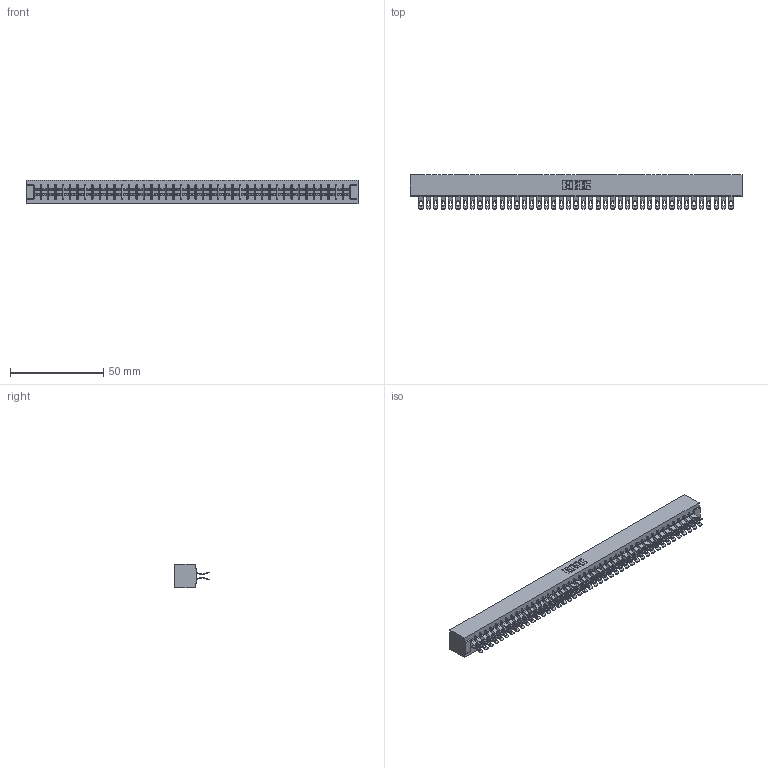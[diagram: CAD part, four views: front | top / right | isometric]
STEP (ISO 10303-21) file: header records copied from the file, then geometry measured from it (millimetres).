
FILE_DESCRIPTION (( 'STEP AP203' ), '1' );
FILE_NAME ('305-086-555-501.STEP', '2019-09-10T13:01:40', ( '' ), ( '' ), 'SwSTEP 2.0', 'SolidWorks 2016', '' );
FILE_SCHEMA (( 'CONFIG_CONTROL_DESIGN' ));
Length unit declared in the file: inch
Products named in the file (3): 305 Part_No Mounting; 305-086-555-501; 305-290-001_555
Assembly tree (87 placements, depth 2):
  305-086-555-501
    305 Part_No Mounting
    305-290-001_555  x86
Bounding box: 178.26 x 18.41 x 12.7 mm (x, y, z)
Volume: 18747.4 mm3; surface area: 26849.8 mm2
Topology: 87 solids, 87 shells, 5784 faces, 17277 edges, 11286 vertices
Faces by surface type: plane 2816, cylinder 2796, sphere 172
Entity records: 46782 total; most frequent: CARTESIAN_POINT 7757, ORIENTED_EDGE 7690, DIRECTION 7495, EDGE_CURVE 3845, VECTOR 3095, LINE 3095, VERTEX_POINT 2446, AXIS2_PLACEMENT_3D 2200
